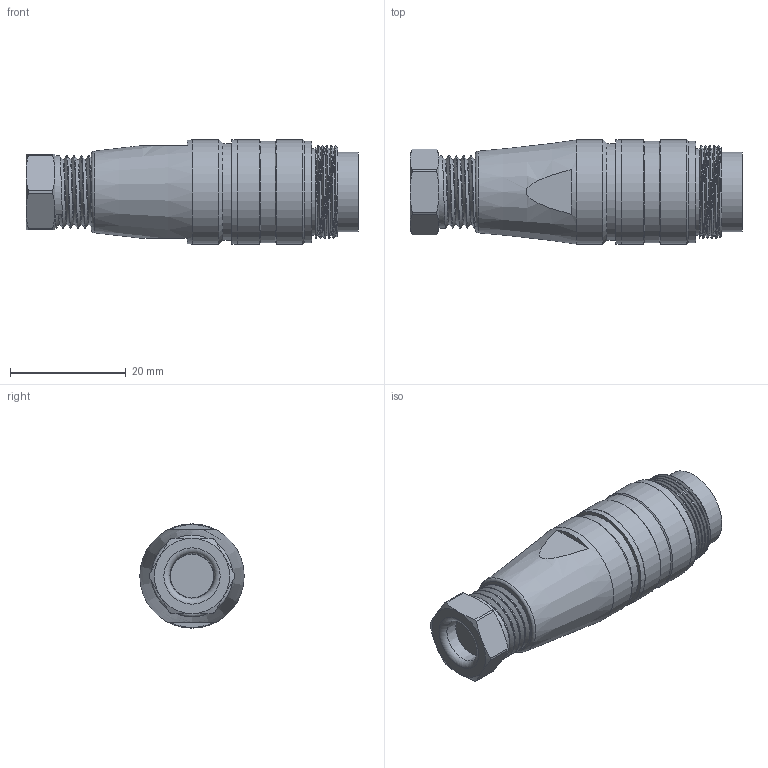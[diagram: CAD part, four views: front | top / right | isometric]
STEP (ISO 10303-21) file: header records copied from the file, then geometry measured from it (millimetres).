
FILE_DESCRIPTION(/* description */ (''),/* implementation_level */ '2;1');
FILE_NAME(/* name */ 'c091 31h107 100 2nxc001-01.stp',/* time_stamp */ '2019-07-08T14:24:47+02:00',/* author */ (''),/* organization */ (''),/* preprocessor_version */ 'ST-DEVELOPER v16.7',/* originating_system */ 'SIEMENS PLM Software NX 12.0',/* authorisation */ '');
FILE_SCHEMA (('AUTOMOTIVE_DESIGN { 1 0 10303 214 3 1 1 1 }'));
Length unit declared in the file: millimetre
Products named in the file (1): c091 31h107 100 2nxc001-01
Bounding box: 57.3 x 18 x 18 mm (x, y, z)
Volume: 10441.3 mm3; surface area: 4230.9 mm2
Topology: 1 solids, 1 shells, 143 faces, 332 edges, 213 vertices
Faces by surface type: cylinder 48, plane 38, cone 21, bspline 20, sphere 12, torus 4
Full cylindrical faces by diameter (mm): 1.475 x7, 1.5 x7, 1.82 x7, 12.5 x5, 13.8 x1, 15 x1, 16.7 x1, 17.6 x2, 17.96 x1, 18 x3
Entity records: 4984 total; most frequent: CARTESIAN_POINT 2142, DIRECTION 558, ORIENTED_EDGE 416, AXIS2_PLACEMENT_3D 267, EDGE_LOOP 231, EDGE_CURVE 208, FACE_BOUND 176, VERTEX_POINT 163
